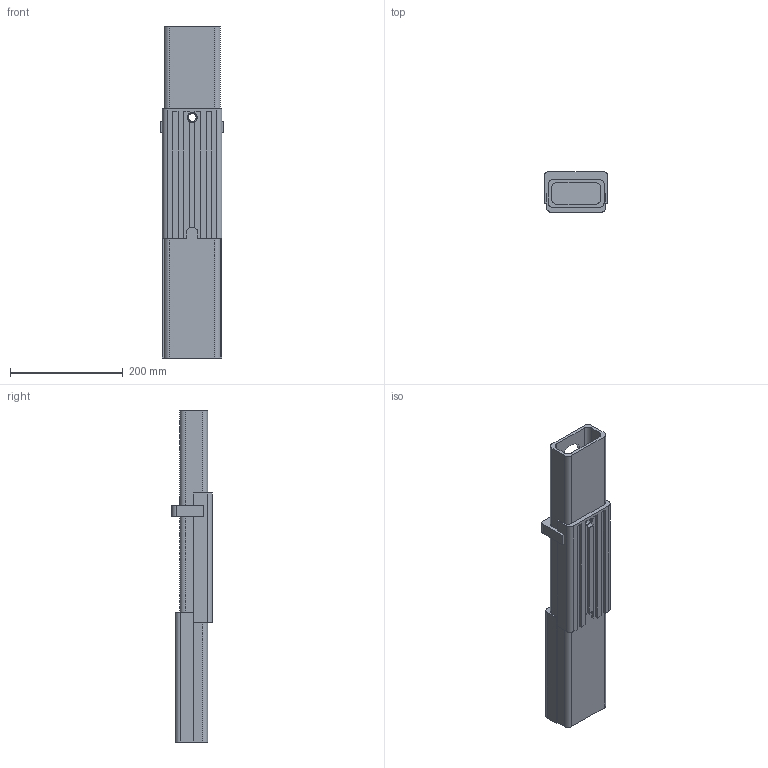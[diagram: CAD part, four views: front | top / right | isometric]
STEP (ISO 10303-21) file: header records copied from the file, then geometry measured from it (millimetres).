
FILE_DESCRIPTION(/* description */ (''),/* implementation_level */ '2;1');
FILE_NAME(/* name */ 'BWC 55-740-2 Komplett innerrør.stp',/* time_stamp */ '2016-06-08T14:26:54+02:00',/* author */ ('OEM'),/* organization */ (''),/* preprocessor_version */ 'ST-DEVELOPER v15.2',/* originating_system */ 'Autodesk Inventor 2014',/* authorisation */ '');
FILE_SCHEMA (('CONFIG_CONTROL_DESIGN'));
Length unit declared in the file: millimetre
Products named in the file (5): BWC 55-740-2-1 Innerrør; BWC 40-265-2-2 Dempeplate; BWC 40-265-2-3 Skumplast til innerrør; BWC 40-265-2-4 Skumplast inner-ytterrør; BWC 55-740-2 Komplett innerrør
Bounding box: 112.5 x 72 x 590 mm (x, y, z)
Volume: 1537150.5 mm3; surface area: 500485.5 mm2
Topology: 5 solids, 5 shells, 121 faces, 355 edges, 258 vertices
Faces by surface type: plane 90, cylinder 31
Full cylindrical faces by diameter (mm): 14 x2, 18 x2, 50 x1
Entity records: 2857 total; most frequent: CARTESIAN_POINT 491, DIRECTION 472, ORIENTED_EDGE 446, EDGE_CURVE 223, LINE 176, VECTOR 176, VERTEX_POINT 151, AXIS2_PLACEMENT_3D 148
